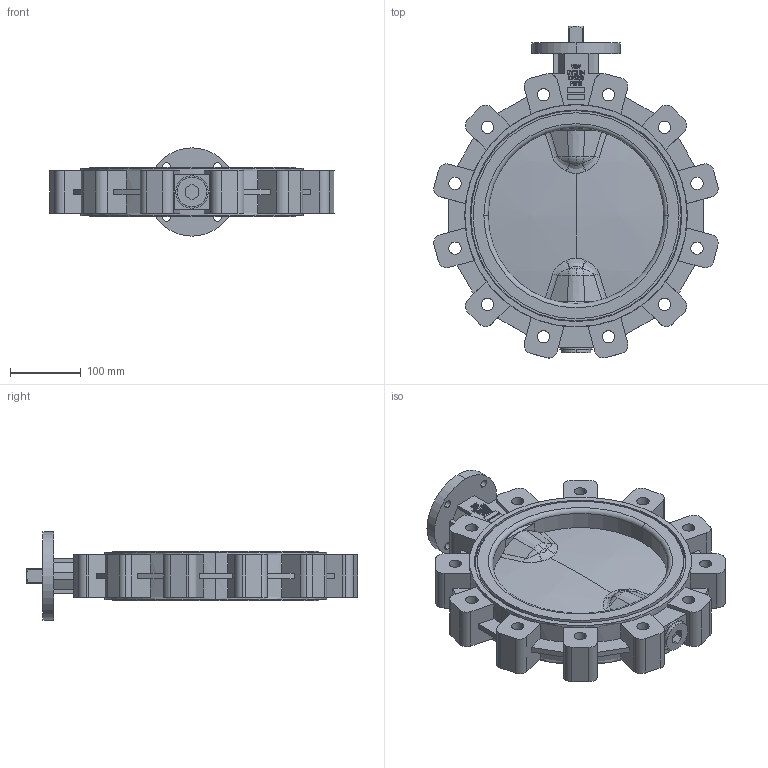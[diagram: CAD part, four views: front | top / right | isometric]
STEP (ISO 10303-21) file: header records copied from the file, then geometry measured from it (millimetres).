
FILE_DESCRIPTION (( 'STEP AP203' ), '1' );
FILE_NAME ('EVTLS-i DN250 PN16 F10-L22.STEP', '2024-04-22T12:51:34', ( '' ), ( '' ), 'SwSTEP 2.0', 'SolidWorks 2015', '' );
FILE_SCHEMA (( 'CONFIG_CONTROL_DESIGN' ));
Length unit declared in the file: millimetre
Products named in the file (1): EVTLS-i DN250 PN16 F10-L22
Bounding box: 403.01 x 470.48 x 125 mm (x, y, z)
Volume: 4828186.4 mm3; surface area: 487741.6 mm2
Topology: 1 solids, 1 shells, 559 faces, 1513 edges, 993 vertices
Faces by surface type: plane 320, cylinder 101, bspline 97, torus 24, cone 13, sphere 4
Entity records: 22603 total; most frequent: CARTESIAN_POINT 8848, ORIENTED_EDGE 3026, DIRECTION 2544, EDGE_CURVE 1513, VERTEX_POINT 993, VECTOR 938, LINE 938, AXIS2_PLACEMENT_3D 803
